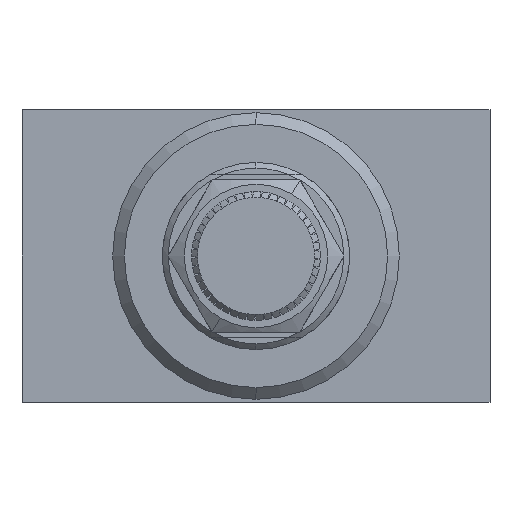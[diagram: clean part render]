
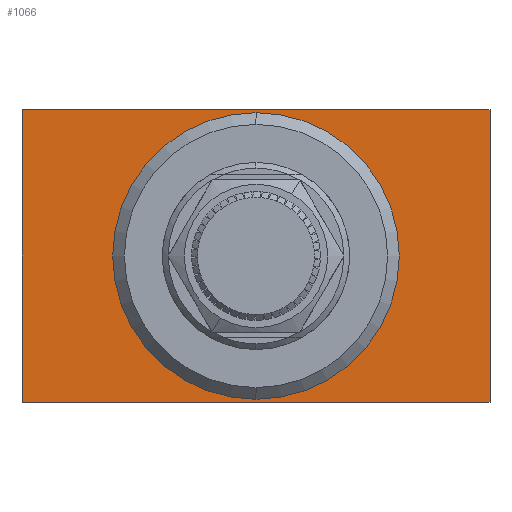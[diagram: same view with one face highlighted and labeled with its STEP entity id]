
A CAD part, left-side view. The second image highlights one B-rep face of the part: STEP entity #1066.
In plain terms, the highlighted planar face has unit normal (-1, 0, 0).
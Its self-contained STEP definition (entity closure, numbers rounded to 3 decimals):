
#501 = EDGE_LOOP ( 'NONE', ( #2218, #2219, #2220, #2221 ) ) ;
#502 = EDGE_LOOP ( 'NONE', ( #2216, #2217 ) ) ;
#1066 = ADVANCED_FACE ( 'NONE', ( #5578, #5586 ), #6984, .F. ) ;
#2216 = ORIENTED_EDGE ( 'NONE', *, *, #3701, .F. ) ;
#2217 = ORIENTED_EDGE ( 'NONE', *, *, #3634, .F. ) ;
#2218 = ORIENTED_EDGE ( 'NONE', *, *, #3702, .T. ) ;
#2219 = ORIENTED_EDGE ( 'NONE', *, *, #3703, .F. ) ;
#2220 = ORIENTED_EDGE ( 'NONE', *, *, #3704, .F. ) ;
#2221 = ORIENTED_EDGE ( 'NONE', *, *, #3698, .T. ) ;
#3074 = VERTEX_POINT ( 'NONE', #10111 ) ;
#3082 = VERTEX_POINT ( 'NONE', #10119 ) ;
#3084 = VERTEX_POINT ( 'NONE', #10121 ) ;
#3114 = VERTEX_POINT ( 'NONE', #10151 ) ;
#3115 = VERTEX_POINT ( 'NONE', #10152 ) ;
#3123 = VERTEX_POINT ( 'NONE', #10160 ) ;
#3634 = EDGE_CURVE ( 'NONE', #3084, #3082, #11338, .T. ) ;
#3698 = EDGE_CURVE ( 'NONE', #3115, #3074, #11426, .T. ) ;
#3701 = EDGE_CURVE ( 'NONE', #3082, #3084, #11439, .T. ) ;
#3702 = EDGE_CURVE ( 'NONE', #3074, #3123, #11441, .T. ) ;
#3703 = EDGE_CURVE ( 'NONE', #3114, #3123, #11442, .T. ) ;
#3704 = EDGE_CURVE ( 'NONE', #3115, #3114, #11437, .T. ) ;
#5578 = FACE_BOUND ( 'NONE', #502, .T. ) ;
#5586 = FACE_OUTER_BOUND ( 'NONE', #501, .T. ) ;
#6495 = AXIS2_PLACEMENT_3D ( 'NONE', #6986, #6990, #6991 ) ;
#6984 = PLANE ( 'NONE',  #6495 ) ;
#6986 = CARTESIAN_POINT ( 'NONE',  ( 0., 20., 25. ) ) ;
#6990 = DIRECTION ( 'NONE',  ( 1., 0., 0. ) ) ;
#6991 = DIRECTION ( 'NONE',  ( 0., 1., 0. ) ) ;
#9498 = AXIS2_PLACEMENT_3D ( 'NONE', #10564, #10565, #10566 ) ;
#9532 = AXIS2_PLACEMENT_3D ( 'NONE', #10733, #10734, #10735 ) ;
#10111 = CARTESIAN_POINT ( 'NONE',  ( 0., 20., 0. ) ) ;
#10119 = CARTESIAN_POINT ( 'NONE',  ( 0., -11., 12.5 ) ) ;
#10121 = CARTESIAN_POINT ( 'NONE',  ( 0., 11., 12.5 ) ) ;
#10151 = CARTESIAN_POINT ( 'NONE',  ( 0., -20., 25. ) ) ;
#10152 = CARTESIAN_POINT ( 'NONE',  ( 0., 20., 25. ) ) ;
#10160 = CARTESIAN_POINT ( 'NONE',  ( 0., -20., 0. ) ) ;
#10564 = CARTESIAN_POINT ( 'NONE',  ( 0., 0., 12.5 ) ) ;
#10565 = DIRECTION ( 'NONE',  ( -1., 0., 0. ) ) ;
#10566 = DIRECTION ( 'NONE',  ( 0., -1., 0. ) ) ;
#10722 = CARTESIAN_POINT ( 'NONE',  ( 0., 20., 25. ) ) ;
#10727 = DIRECTION ( 'NONE',  ( 0., 0., -1. ) ) ;
#10728 = DIRECTION ( 'NONE',  ( 0., -1., 0. ) ) ;
#10730 = CARTESIAN_POINT ( 'NONE',  ( 0., 20., 0. ) ) ;
#10732 = CARTESIAN_POINT ( 'NONE',  ( 0., 20., 25. ) ) ;
#10733 = CARTESIAN_POINT ( 'NONE',  ( 0., 0., 12.5 ) ) ;
#10734 = DIRECTION ( 'NONE',  ( -1., 0., 0. ) ) ;
#10735 = DIRECTION ( 'NONE',  ( 0., -1., 0. ) ) ;
#10736 = CARTESIAN_POINT ( 'NONE',  ( 0., -20., 25. ) ) ;
#10737 = DIRECTION ( 'NONE',  ( 0., 0., -1. ) ) ;
#10738 = DIRECTION ( 'NONE',  ( 0., -1., 0. ) ) ;
#11338 = CIRCLE ( 'NONE', #9498, 11. ) ;
#11426 = LINE ( 'NONE', #10722, #11436 ) ;
#11436 = VECTOR ( 'NONE', #10727, 1000. ) ;
#11437 = LINE ( 'NONE', #10732, #11447 ) ;
#11439 = CIRCLE ( 'NONE', #9532, 11. ) ;
#11441 = LINE ( 'NONE', #10730, #11443 ) ;
#11442 = LINE ( 'NONE', #10736, #11445 ) ;
#11443 = VECTOR ( 'NONE', #10728, 1000. ) ;
#11445 = VECTOR ( 'NONE', #10737, 1000. ) ;
#11447 = VECTOR ( 'NONE', #10738, 1000. ) ;
